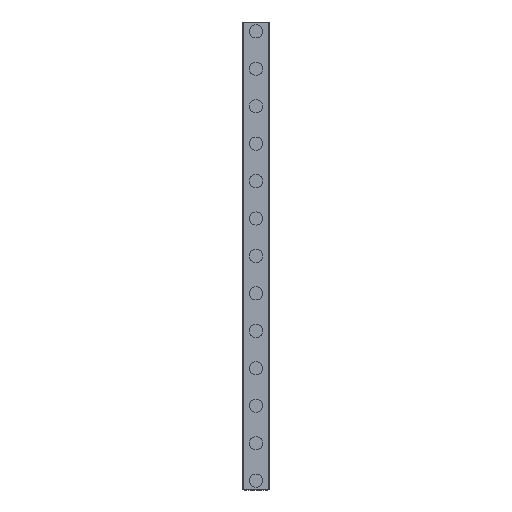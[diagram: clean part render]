
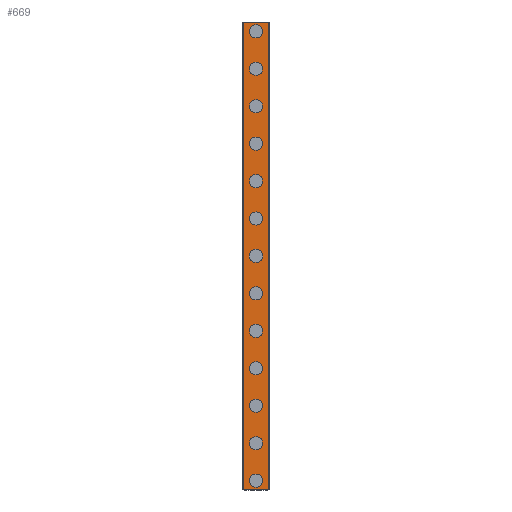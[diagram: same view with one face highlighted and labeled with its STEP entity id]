
A CAD part, top view. The second image highlights one B-rep face of the part: STEP entity #669.
In plain terms, the highlighted planar face has unit normal (0, 0, 1).
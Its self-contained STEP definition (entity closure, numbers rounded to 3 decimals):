
#669=ADVANCED_FACE('',(#1374,#1375,#1376,#1377,#1378,#1379,#1380,#1381,#1382,#1383,#1384,#1385,#1386,#1387),#1388,.T.);
#1374=FACE_BOUND('',#2121,.T.);
#1375=FACE_BOUND('',#2122,.T.);
#1376=FACE_BOUND('',#2123,.T.);
#1377=FACE_BOUND('',#2124,.T.);
#1378=FACE_BOUND('',#2125,.T.);
#1379=FACE_BOUND('',#2126,.T.);
#1380=FACE_BOUND('',#2127,.T.);
#1381=FACE_BOUND('',#2128,.T.);
#1382=FACE_BOUND('',#2129,.T.);
#1383=FACE_BOUND('',#2130,.T.);
#1384=FACE_BOUND('',#2131,.T.);
#1385=FACE_BOUND('',#2132,.T.);
#1386=FACE_BOUND('',#2133,.T.);
#1387=FACE_OUTER_BOUND('',#2134,.T.);
#1388=PLANE('',#2135);
#2121=EDGE_LOOP('',(#4017,#4018));
#2122=EDGE_LOOP('',(#4019,#4020));
#2123=EDGE_LOOP('',(#4021,#4022));
#2124=EDGE_LOOP('',(#4023,#4024));
#2125=EDGE_LOOP('',(#4025,#4026));
#2126=EDGE_LOOP('',(#4027,#4028));
#2127=EDGE_LOOP('',(#4029,#4030));
#2128=EDGE_LOOP('',(#4031,#4032));
#2129=EDGE_LOOP('',(#4033,#4034));
#2130=EDGE_LOOP('',(#4035,#4036));
#2131=EDGE_LOOP('',(#4037,#4038));
#2132=EDGE_LOOP('',(#4039,#4040));
#2133=EDGE_LOOP('',(#4041,#4042));
#2134=EDGE_LOOP('',(#4043,#4044,#4045,#4046));
#2135=AXIS2_PLACEMENT_3D('',#4047,#4048,#4049);
#4017=ORIENTED_EDGE('',*,*,#4404,.T.);
#4018=ORIENTED_EDGE('',*,*,#4893,.T.);
#4019=ORIENTED_EDGE('',*,*,#4394,.T.);
#4020=ORIENTED_EDGE('',*,*,#4899,.T.);
#4021=ORIENTED_EDGE('',*,*,#4384,.T.);
#4022=ORIENTED_EDGE('',*,*,#4905,.T.);
#4023=ORIENTED_EDGE('',*,*,#4374,.T.);
#4024=ORIENTED_EDGE('',*,*,#4911,.T.);
#4025=ORIENTED_EDGE('',*,*,#4364,.T.);
#4026=ORIENTED_EDGE('',*,*,#4917,.T.);
#4027=ORIENTED_EDGE('',*,*,#4354,.T.);
#4028=ORIENTED_EDGE('',*,*,#4923,.T.);
#4029=ORIENTED_EDGE('',*,*,#4344,.T.);
#4030=ORIENTED_EDGE('',*,*,#4929,.T.);
#4031=ORIENTED_EDGE('',*,*,#4334,.T.);
#4032=ORIENTED_EDGE('',*,*,#4935,.T.);
#4033=ORIENTED_EDGE('',*,*,#4324,.T.);
#4034=ORIENTED_EDGE('',*,*,#4941,.T.);
#4035=ORIENTED_EDGE('',*,*,#4314,.T.);
#4036=ORIENTED_EDGE('',*,*,#4947,.T.);
#4037=ORIENTED_EDGE('',*,*,#4304,.T.);
#4038=ORIENTED_EDGE('',*,*,#4953,.T.);
#4039=ORIENTED_EDGE('',*,*,#4294,.T.);
#4040=ORIENTED_EDGE('',*,*,#4959,.T.);
#4041=ORIENTED_EDGE('',*,*,#4284,.T.);
#4042=ORIENTED_EDGE('',*,*,#4965,.T.);
#4043=ORIENTED_EDGE('',*,*,#4868,.T.);
#4044=ORIENTED_EDGE('',*,*,#5020,.F.);
#4045=ORIENTED_EDGE('',*,*,#4730,.F.);
#4046=ORIENTED_EDGE('',*,*,#5018,.T.);
#4047=CARTESIAN_POINT('',(0.,500.0,28.));
#4048=DIRECTION('',(0.0,0.0,1.0));
#4049=DIRECTION('',(-1.0,0.0,-0.0));
#4284=EDGE_CURVE('',#5084,#5081,#5085,.T.);
#4294=EDGE_CURVE('',#5102,#5099,#5103,.T.);
#4304=EDGE_CURVE('',#5120,#5117,#5121,.T.);
#4314=EDGE_CURVE('',#5138,#5135,#5139,.T.);
#4324=EDGE_CURVE('',#5156,#5153,#5157,.T.);
#4334=EDGE_CURVE('',#5174,#5171,#5175,.T.);
#4344=EDGE_CURVE('',#5192,#5189,#5193,.T.);
#4354=EDGE_CURVE('',#5210,#5207,#5211,.T.);
#4364=EDGE_CURVE('',#5228,#5225,#5229,.T.);
#4374=EDGE_CURVE('',#5246,#5243,#5247,.T.);
#4384=EDGE_CURVE('',#5264,#5261,#5265,.T.);
#4394=EDGE_CURVE('',#5282,#5279,#5283,.T.);
#4404=EDGE_CURVE('',#5300,#5297,#5301,.T.);
#4730=EDGE_CURVE('',#5780,#5782,#5783,.T.);
#4868=EDGE_CURVE('',#6013,#6011,#6014,.T.);
#4893=EDGE_CURVE('',#5297,#5300,#6061,.T.);
#4899=EDGE_CURVE('',#5279,#5282,#6067,.T.);
#4905=EDGE_CURVE('',#5261,#5264,#6073,.T.);
#4911=EDGE_CURVE('',#5243,#5246,#6079,.T.);
#4917=EDGE_CURVE('',#5225,#5228,#6085,.T.);
#4923=EDGE_CURVE('',#5207,#5210,#6091,.T.);
#4929=EDGE_CURVE('',#5189,#5192,#6097,.T.);
#4935=EDGE_CURVE('',#5171,#5174,#6103,.T.);
#4941=EDGE_CURVE('',#5153,#5156,#6109,.T.);
#4947=EDGE_CURVE('',#5135,#5138,#6115,.T.);
#4953=EDGE_CURVE('',#5117,#5120,#6121,.T.);
#4959=EDGE_CURVE('',#5099,#5102,#6127,.T.);
#4965=EDGE_CURVE('',#5081,#5084,#6133,.T.);
#5018=EDGE_CURVE('',#5780,#6013,#6186,.T.);
#5020=EDGE_CURVE('',#5782,#6011,#6188,.T.);
#5081=VERTEX_POINT('',#6251);
#5084=VERTEX_POINT('',#6255);
#5085=CIRCLE('',#6256,7.0);
#5099=VERTEX_POINT('',#6273);
#5102=VERTEX_POINT('',#6277);
#5103=CIRCLE('',#6278,7.0);
#5117=VERTEX_POINT('',#6295);
#5120=VERTEX_POINT('',#6299);
#5121=CIRCLE('',#6300,7.0);
#5135=VERTEX_POINT('',#6317);
#5138=VERTEX_POINT('',#6321);
#5139=CIRCLE('',#6322,7.0);
#5153=VERTEX_POINT('',#6339);
#5156=VERTEX_POINT('',#6343);
#5157=CIRCLE('',#6344,7.0);
#5171=VERTEX_POINT('',#6361);
#5174=VERTEX_POINT('',#6365);
#5175=CIRCLE('',#6366,7.0);
#5189=VERTEX_POINT('',#6383);
#5192=VERTEX_POINT('',#6387);
#5193=CIRCLE('',#6388,7.0);
#5207=VERTEX_POINT('',#6405);
#5210=VERTEX_POINT('',#6409);
#5211=CIRCLE('',#6410,7.0);
#5225=VERTEX_POINT('',#6427);
#5228=VERTEX_POINT('',#6431);
#5229=CIRCLE('',#6432,7.0);
#5243=VERTEX_POINT('',#6449);
#5246=VERTEX_POINT('',#6453);
#5247=CIRCLE('',#6454,7.0);
#5261=VERTEX_POINT('',#6471);
#5264=VERTEX_POINT('',#6475);
#5265=CIRCLE('',#6476,7.0);
#5279=VERTEX_POINT('',#6493);
#5282=VERTEX_POINT('',#6497);
#5283=CIRCLE('',#6498,7.0);
#5297=VERTEX_POINT('',#6515);
#5300=VERTEX_POINT('',#6519);
#5301=CIRCLE('',#6520,7.0);
#5780=VERTEX_POINT('',#7155);
#5782=VERTEX_POINT('',#7158);
#5783=LINE('',#7159,#7160);
#6011=VERTEX_POINT('',#7482);
#6013=VERTEX_POINT('',#7485);
#6014=LINE('',#7486,#7487);
#6061=CIRCLE('',#7548,7.0);
#6067=CIRCLE('',#7554,7.0);
#6073=CIRCLE('',#7560,7.0);
#6079=CIRCLE('',#7566,7.0);
#6085=CIRCLE('',#7572,7.0);
#6091=CIRCLE('',#7578,7.0);
#6097=CIRCLE('',#7584,7.0);
#6103=CIRCLE('',#7590,7.0);
#6109=CIRCLE('',#7596,7.0);
#6115=CIRCLE('',#7602,7.0);
#6121=CIRCLE('',#7608,7.0);
#6127=CIRCLE('',#7614,7.0);
#6133=CIRCLE('',#7620,7.0);
#6186=LINE('',#7697,#7698);
#6188=LINE('',#7700,#7701);
#6251=CARTESIAN_POINT('',(7.0,10.0,28.));
#6255=CARTESIAN_POINT('',(-7.0,10.0,28.));
#6256=AXIS2_PLACEMENT_3D('',#7785,#7786,#7787);
#6273=CARTESIAN_POINT('',(7.0,50.0,28.));
#6277=CARTESIAN_POINT('',(-7.0,50.0,28.));
#6278=AXIS2_PLACEMENT_3D('',#7801,#7802,#7803);
#6295=CARTESIAN_POINT('',(7.0,90.0,28.));
#6299=CARTESIAN_POINT('',(-7.0,90.0,28.));
#6300=AXIS2_PLACEMENT_3D('',#7817,#7818,#7819);
#6317=CARTESIAN_POINT('',(7.0,130.0,28.));
#6321=CARTESIAN_POINT('',(-7.0,130.0,28.));
#6322=AXIS2_PLACEMENT_3D('',#7833,#7834,#7835);
#6339=CARTESIAN_POINT('',(7.0,170.0,28.));
#6343=CARTESIAN_POINT('',(-7.0,170.0,28.));
#6344=AXIS2_PLACEMENT_3D('',#7849,#7850,#7851);
#6361=CARTESIAN_POINT('',(7.0,210.0,28.));
#6365=CARTESIAN_POINT('',(-7.0,210.0,28.));
#6366=AXIS2_PLACEMENT_3D('',#7865,#7866,#7867);
#6383=CARTESIAN_POINT('',(7.0,250.0,28.));
#6387=CARTESIAN_POINT('',(-7.0,250.0,28.));
#6388=AXIS2_PLACEMENT_3D('',#7881,#7882,#7883);
#6405=CARTESIAN_POINT('',(7.0,290.0,28.));
#6409=CARTESIAN_POINT('',(-7.0,290.0,28.));
#6410=AXIS2_PLACEMENT_3D('',#7897,#7898,#7899);
#6427=CARTESIAN_POINT('',(7.0,330.0,28.));
#6431=CARTESIAN_POINT('',(-7.0,330.0,28.));
#6432=AXIS2_PLACEMENT_3D('',#7913,#7914,#7915);
#6449=CARTESIAN_POINT('',(7.0,370.0,28.));
#6453=CARTESIAN_POINT('',(-7.0,370.0,28.));
#6454=AXIS2_PLACEMENT_3D('',#7929,#7930,#7931);
#6471=CARTESIAN_POINT('',(7.0,410.0,28.));
#6475=CARTESIAN_POINT('',(-7.0,410.0,28.));
#6476=AXIS2_PLACEMENT_3D('',#7945,#7946,#7947);
#6493=CARTESIAN_POINT('',(7.0,450.0,28.));
#6497=CARTESIAN_POINT('',(-7.0,450.0,28.));
#6498=AXIS2_PLACEMENT_3D('',#7961,#7962,#7963);
#6515=CARTESIAN_POINT('',(7.0,490.0,28.));
#6519=CARTESIAN_POINT('',(-7.0,490.0,28.));
#6520=AXIS2_PLACEMENT_3D('',#7977,#7978,#7979);
#7155=CARTESIAN_POINT('',(-13.5,500.0,28.));
#7158=CARTESIAN_POINT('',(13.5,500.0,28.));
#7159=CARTESIAN_POINT('',(-13.5,500.0,28.));
#7160=VECTOR('',#8362,1.0);
#7482=CARTESIAN_POINT('',(13.5,0.0,28.));
#7485=CARTESIAN_POINT('',(-13.5,0.0,28.));
#7486=CARTESIAN_POINT('',(-13.5,0.0,28.));
#7487=VECTOR('',#8512,1.0);
#7548=AXIS2_PLACEMENT_3D('',#8554,#8555,#8556);
#7554=AXIS2_PLACEMENT_3D('',#8563,#8564,#8565);
#7560=AXIS2_PLACEMENT_3D('',#8572,#8573,#8574);
#7566=AXIS2_PLACEMENT_3D('',#8581,#8582,#8583);
#7572=AXIS2_PLACEMENT_3D('',#8590,#8591,#8592);
#7578=AXIS2_PLACEMENT_3D('',#8599,#8600,#8601);
#7584=AXIS2_PLACEMENT_3D('',#8608,#8609,#8610);
#7590=AXIS2_PLACEMENT_3D('',#8617,#8618,#8619);
#7596=AXIS2_PLACEMENT_3D('',#8626,#8627,#8628);
#7602=AXIS2_PLACEMENT_3D('',#8635,#8636,#8637);
#7608=AXIS2_PLACEMENT_3D('',#8644,#8645,#8646);
#7614=AXIS2_PLACEMENT_3D('',#8653,#8654,#8655);
#7620=AXIS2_PLACEMENT_3D('',#8662,#8663,#8664);
#7697=CARTESIAN_POINT('',(-13.5,500.0,28.));
#7698=VECTOR('',#8695,1.0);
#7700=CARTESIAN_POINT('',(13.5,500.0,28.));
#7701=VECTOR('',#8696,1.0);
#7785=CARTESIAN_POINT('',(0.0,10.0,28.));
#7786=DIRECTION('',(0.0,0.0,-1.0));
#7787=DIRECTION('',(1.0,0.0,0.0));
#7801=CARTESIAN_POINT('',(0.0,50.0,28.));
#7802=DIRECTION('',(0.0,0.0,-1.0));
#7803=DIRECTION('',(1.0,0.0,0.0));
#7817=CARTESIAN_POINT('',(0.0,90.0,28.));
#7818=DIRECTION('',(0.0,0.0,-1.0));
#7819=DIRECTION('',(1.0,0.0,0.0));
#7833=CARTESIAN_POINT('',(0.0,130.0,28.));
#7834=DIRECTION('',(0.0,0.0,-1.0));
#7835=DIRECTION('',(1.0,0.0,0.0));
#7849=CARTESIAN_POINT('',(0.0,170.0,28.));
#7850=DIRECTION('',(0.0,0.0,-1.0));
#7851=DIRECTION('',(1.0,0.0,0.0));
#7865=CARTESIAN_POINT('',(0.0,210.0,28.));
#7866=DIRECTION('',(0.0,0.0,-1.0));
#7867=DIRECTION('',(1.0,0.0,0.0));
#7881=CARTESIAN_POINT('',(0.0,250.0,28.));
#7882=DIRECTION('',(0.0,0.0,-1.0));
#7883=DIRECTION('',(1.0,0.0,0.0));
#7897=CARTESIAN_POINT('',(0.0,290.0,28.));
#7898=DIRECTION('',(0.0,0.0,-1.0));
#7899=DIRECTION('',(1.0,0.0,0.0));
#7913=CARTESIAN_POINT('',(0.0,330.0,28.));
#7914=DIRECTION('',(0.0,0.0,-1.0));
#7915=DIRECTION('',(1.0,0.0,0.0));
#7929=CARTESIAN_POINT('',(0.0,370.0,28.));
#7930=DIRECTION('',(0.0,0.0,-1.0));
#7931=DIRECTION('',(1.0,0.0,0.0));
#7945=CARTESIAN_POINT('',(0.0,410.0,28.));
#7946=DIRECTION('',(0.0,0.0,-1.0));
#7947=DIRECTION('',(1.0,0.0,0.0));
#7961=CARTESIAN_POINT('',(0.0,450.0,28.));
#7962=DIRECTION('',(0.0,0.0,-1.0));
#7963=DIRECTION('',(1.0,0.0,0.0));
#7977=CARTESIAN_POINT('',(0.0,490.0,28.));
#7978=DIRECTION('',(0.0,0.0,-1.0));
#7979=DIRECTION('',(1.0,0.0,0.0));
#8362=DIRECTION('',(1.0,0.0,0.0));
#8512=DIRECTION('',(1.0,0.0,0.0));
#8554=CARTESIAN_POINT('',(0.0,490.0,28.));
#8555=DIRECTION('',(0.0,0.0,-1.0));
#8556=DIRECTION('',(1.0,0.0,0.0));
#8563=CARTESIAN_POINT('',(0.0,450.0,28.));
#8564=DIRECTION('',(0.0,0.0,-1.0));
#8565=DIRECTION('',(1.0,0.0,0.0));
#8572=CARTESIAN_POINT('',(0.0,410.0,28.));
#8573=DIRECTION('',(0.0,0.0,-1.0));
#8574=DIRECTION('',(1.0,0.0,0.0));
#8581=CARTESIAN_POINT('',(0.0,370.0,28.));
#8582=DIRECTION('',(0.0,0.0,-1.0));
#8583=DIRECTION('',(1.0,0.0,0.0));
#8590=CARTESIAN_POINT('',(0.0,330.0,28.));
#8591=DIRECTION('',(0.0,0.0,-1.0));
#8592=DIRECTION('',(1.0,0.0,0.0));
#8599=CARTESIAN_POINT('',(0.0,290.0,28.));
#8600=DIRECTION('',(0.0,0.0,-1.0));
#8601=DIRECTION('',(1.0,0.0,0.0));
#8608=CARTESIAN_POINT('',(0.0,250.0,28.));
#8609=DIRECTION('',(0.0,0.0,-1.0));
#8610=DIRECTION('',(1.0,0.0,0.0));
#8617=CARTESIAN_POINT('',(0.0,210.0,28.));
#8618=DIRECTION('',(0.0,0.0,-1.0));
#8619=DIRECTION('',(1.0,0.0,0.0));
#8626=CARTESIAN_POINT('',(0.0,170.0,28.));
#8627=DIRECTION('',(0.0,0.0,-1.0));
#8628=DIRECTION('',(1.0,0.0,0.0));
#8635=CARTESIAN_POINT('',(0.0,130.0,28.));
#8636=DIRECTION('',(0.0,0.0,-1.0));
#8637=DIRECTION('',(1.0,0.0,0.0));
#8644=CARTESIAN_POINT('',(0.0,90.0,28.));
#8645=DIRECTION('',(0.0,0.0,-1.0));
#8646=DIRECTION('',(1.0,0.0,0.0));
#8653=CARTESIAN_POINT('',(0.0,50.0,28.));
#8654=DIRECTION('',(0.0,0.0,-1.0));
#8655=DIRECTION('',(1.0,0.0,0.0));
#8662=CARTESIAN_POINT('',(0.0,10.0,28.));
#8663=DIRECTION('',(0.0,0.0,-1.0));
#8664=DIRECTION('',(1.0,0.0,0.0));
#8695=DIRECTION('',(0.0,-1.0,0.0));
#8696=DIRECTION('',(0.0,-1.0,0.0));
